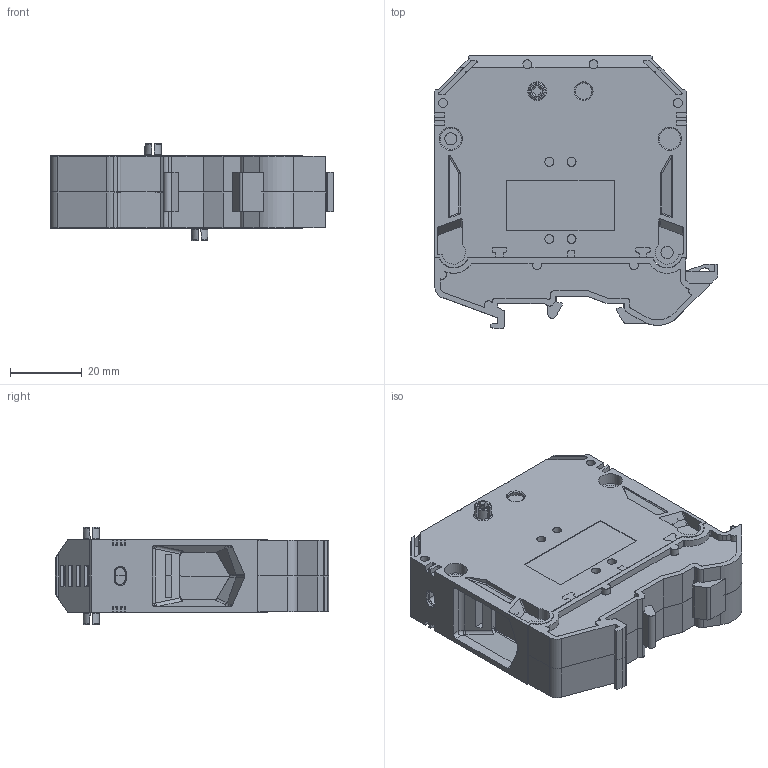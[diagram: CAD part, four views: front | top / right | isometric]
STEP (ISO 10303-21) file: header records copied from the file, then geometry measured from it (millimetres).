
FILE_DESCRIPTION(/* description */ (''),/* implementation_level */ '2;1');
FILE_NAME(/* name */ '1120.2_RK50_TS35_iso.stp',/* time_stamp */ '2011-04-19T10:11:47+02:00',/* author */ (''),/* organization */ (''),/* preprocessor_version */ 'ST-DEVELOPER v11',/* originating_system */ 'SIEMENS UGS NX 6.0',/* authorisation */ '');
FILE_SCHEMA (('AUTOMOTIVE_DESIGN { 1 0 10303 214 1 1 1 1 }'));
Length unit declared in the file: millimetre
Products named in the file (1): neug6713w38l
Bounding box: 79.2 x 76.2 x 27.2 mm (x, y, z)
Volume: 83122.5 mm3; surface area: 30082.2 mm2
Topology: 4 solids, 8 shells, 1223 faces, 3320 edges, 2164 vertices
Faces by surface type: plane 702, cylinder 357, extrusion 82, torus 30, bspline 28, cone 20, sphere 4
Full cylindrical faces by diameter (mm): 2.5 x16, 2.75 x2, 2.95 x2, 3.4 x4, 3.448 x1, 4.6 x2, 6.5 x4, 8.5 x2
Entity records: 39550 total; most frequent: CARTESIAN_POINT 8325, DIRECTION 6523, ORIENTED_EDGE 6480, EDGE_CURVE 3240, VECTOR 2217, AXIS2_PLACEMENT_3D 2153, VERTEX_POINT 2143, LINE 2135
